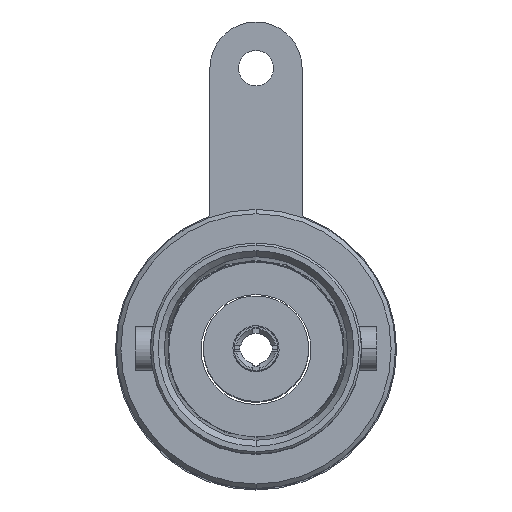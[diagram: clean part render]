
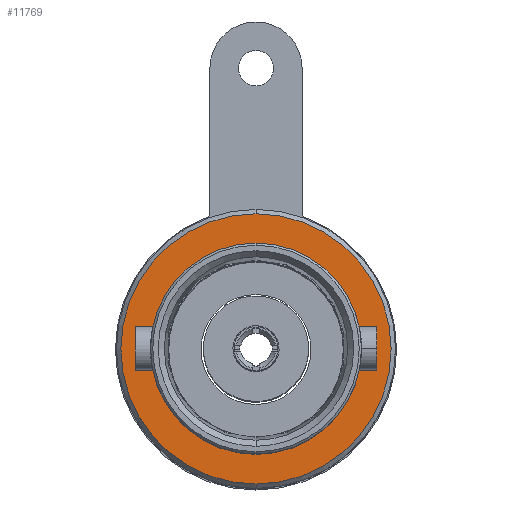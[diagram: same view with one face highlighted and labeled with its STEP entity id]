
A CAD part, top view. The second image highlights one B-rep face of the part: STEP entity #11769.
In plain terms, the highlighted planar face has unit normal (0, 0, 1).
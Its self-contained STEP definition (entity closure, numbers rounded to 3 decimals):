
#571 = CARTESIAN_POINT ( 'NONE',  ( 0., 0., 15.65 ) ) ;
#1666 = AXIS2_PLACEMENT_3D ( 'NONE', #8653, #15779, #22934 ) ;
#1920 = VERTEX_POINT ( 'NONE', #14155 ) ;
#2092 = EDGE_LOOP ( 'NONE', ( #9460, #3338 ) ) ;
#3338 = ORIENTED_EDGE ( 'NONE', *, *, #10278, .T. ) ;
#5044 = AXIS2_PLACEMENT_3D ( 'NONE', #21672, #5509, #12865 ) ;
#5509 = DIRECTION ( 'NONE',  ( 0., 0., 1. ) ) ;
#5721 = VERTEX_POINT ( 'NONE', #9743 ) ;
#5981 = AXIS2_PLACEMENT_3D ( 'NONE', #6804, #13931, #10540 ) ;
#6017 = CARTESIAN_POINT ( 'NONE',  ( 0., 6.15, 15.65 ) ) ;
#6584 = ORIENTED_EDGE ( 'NONE', *, *, #6654, .T. ) ;
#6654 = EDGE_CURVE ( 'NONE', #22773, #1920, #14927, .T. ) ;
#6804 = CARTESIAN_POINT ( 'NONE',  ( 0., 0., 15.65 ) ) ;
#7167 = AXIS2_PLACEMENT_3D ( 'NONE', #571, #21789, #12872 ) ;
#8653 = CARTESIAN_POINT ( 'NONE',  ( 0., 0., 15.65 ) ) ;
#9460 = ORIENTED_EDGE ( 'NONE', *, *, #19828, .T. ) ;
#9743 = CARTESIAN_POINT ( 'NONE',  ( 0., -4.8, 15.65 ) ) ;
#10278 = EDGE_CURVE ( 'NONE', #5721, #20523, #18130, .T. ) ;
#10540 = DIRECTION ( 'NONE',  ( 0., -1., 0. ) ) ;
#11012 = CIRCLE ( 'NONE', #1666, 4.8 ) ;
#11769 = ADVANCED_FACE ( 'NONE', ( #14508, #16389 ), #19917, .T. ) ;
#12496 = DIRECTION ( 'NONE',  ( 0., 0., -1. ) ) ;
#12865 = DIRECTION ( 'NONE',  ( 0., -1., 0. ) ) ;
#12872 = DIRECTION ( 'NONE',  ( 0., -1., 0. ) ) ;
#13877 = EDGE_CURVE ( 'NONE', #1920, #22773, #21384, .T. ) ;
#13931 = DIRECTION ( 'NONE',  ( 0., 0., 1. ) ) ;
#14005 = AXIS2_PLACEMENT_3D ( 'NONE', #19419, #12496, #19651 ) ;
#14155 = CARTESIAN_POINT ( 'NONE',  ( 0., -6.15, 15.65 ) ) ;
#14508 = FACE_OUTER_BOUND ( 'NONE', #22472, .T. ) ;
#14927 = CIRCLE ( 'NONE', #5981, 6.15 ) ;
#15779 = DIRECTION ( 'NONE',  ( 0., 0., -1. ) ) ;
#16389 = FACE_BOUND ( 'NONE', #2092, .T. ) ;
#18130 = CIRCLE ( 'NONE', #14005, 4.8 ) ;
#19419 = CARTESIAN_POINT ( 'NONE',  ( 0., 0., 15.65 ) ) ;
#19651 = DIRECTION ( 'NONE',  ( 0., 1., 0. ) ) ;
#19828 = EDGE_CURVE ( 'NONE', #20523, #5721, #11012, .T. ) ;
#19917 = PLANE ( 'NONE',  #5044 ) ;
#19977 = CARTESIAN_POINT ( 'NONE',  ( 0., 4.8, 15.65 ) ) ;
#20523 = VERTEX_POINT ( 'NONE', #19977 ) ;
#20556 = ORIENTED_EDGE ( 'NONE', *, *, #13877, .T. ) ;
#21384 = CIRCLE ( 'NONE', #7167, 6.15 ) ;
#21672 = CARTESIAN_POINT ( 'NONE',  ( 4.8, 0., 15.65 ) ) ;
#21789 = DIRECTION ( 'NONE',  ( 0., 0., 1. ) ) ;
#22472 = EDGE_LOOP ( 'NONE', ( #6584, #20556 ) ) ;
#22773 = VERTEX_POINT ( 'NONE', #6017 ) ;
#22934 = DIRECTION ( 'NONE',  ( 0., 1., 0. ) ) ;
